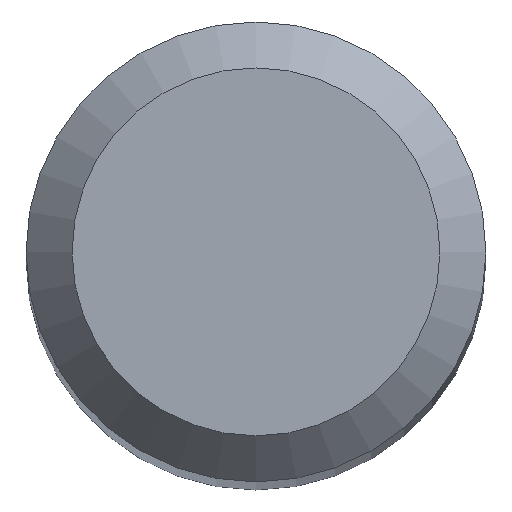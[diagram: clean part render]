
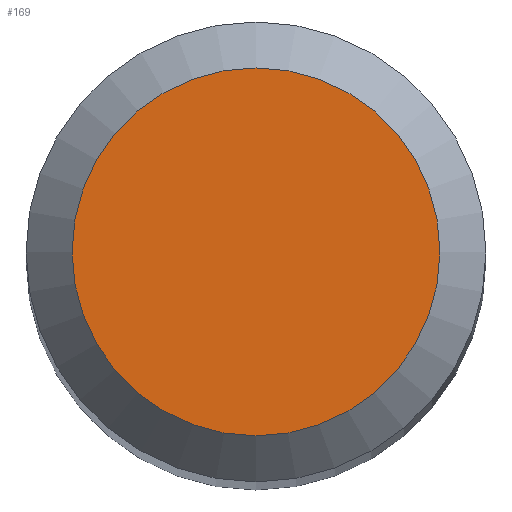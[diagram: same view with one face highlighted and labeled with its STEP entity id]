
A CAD part, top view. The second image highlights one B-rep face of the part: STEP entity #169.
In plain terms, the highlighted planar face has unit normal (0, 0, 1).
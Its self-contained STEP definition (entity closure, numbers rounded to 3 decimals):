
#1 = FACE_OUTER_BOUND ( 'NONE', #269, .T. ) ;
#19 = DIRECTION ( 'NONE',  ( 0., 0., -1. ) ) ;
#27 = VERTEX_POINT ( 'NONE', #149 ) ;
#28 = ORIENTED_EDGE ( 'NONE', *, *, #203, .T. ) ;
#86 = DIRECTION ( 'NONE',  ( 1., 0., 0. ) ) ;
#102 = DIRECTION ( 'NONE',  ( 0., 0., 1. ) ) ;
#121 = PLANE ( 'NONE',  #146 ) ;
#123 = CARTESIAN_POINT ( 'NONE',  ( 0., 0., 38. ) ) ;
#146 = AXIS2_PLACEMENT_3D ( 'NONE', #211, #19, #172 ) ;
#149 = CARTESIAN_POINT ( 'NONE',  ( 1.2, 0., 38. ) ) ;
#165 = CIRCLE ( 'NONE', #271, 1.2 ) ;
#169 = ADVANCED_FACE ( 'NONE', ( #1 ), #121, .F. ) ;
#172 = DIRECTION ( 'NONE',  ( -1., 0., 0. ) ) ;
#203 = EDGE_CURVE ( 'NONE', #27, #27, #165, .T. ) ;
#211 = CARTESIAN_POINT ( 'NONE',  ( 0., 1.2, 38. ) ) ;
#269 = EDGE_LOOP ( 'NONE', ( #28 ) ) ;
#271 = AXIS2_PLACEMENT_3D ( 'NONE', #123, #102, #86 ) ;
